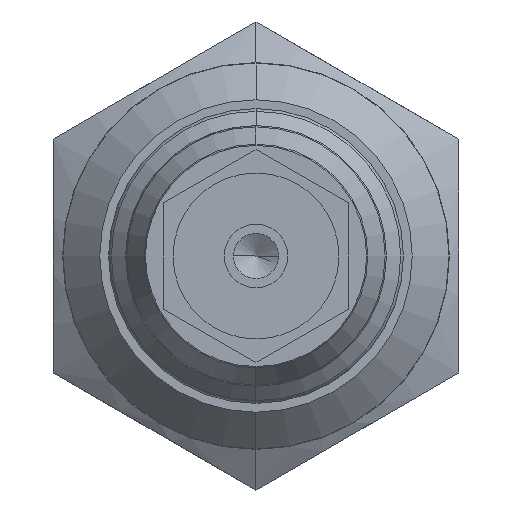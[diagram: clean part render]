
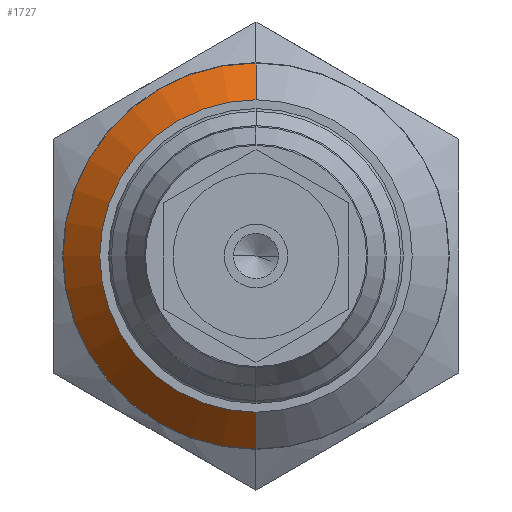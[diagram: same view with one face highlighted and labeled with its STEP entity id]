
A CAD part, left-side view. The second image highlights one B-rep face of the part: STEP entity #1727.
In plain terms, the highlighted conical face has half-angle 45 degrees and reference radius 9.477 mm.
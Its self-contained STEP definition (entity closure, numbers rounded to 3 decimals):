
#151 = FACE_OUTER_BOUND ( 'NONE', #792, .T. ) ;
#347 = AXIS2_PLACEMENT_3D ( 'NONE', #746, #3882, #766 ) ;
#366 = VECTOR ( 'NONE', #2441, 1000. ) ;
#633 = EDGE_CURVE ( 'NONE', #2979, #1459, #760, .T. ) ;
#746 = CARTESIAN_POINT ( 'NONE',  ( 26.5, 0., 0. ) ) ;
#760 = CIRCLE ( 'NONE', #3301, 10.478 ) ;
#766 = DIRECTION ( 'NONE',  ( 0., 0., -1. ) ) ;
#792 = EDGE_LOOP ( 'NONE', ( #2968, #1261, #4492, #3188 ) ) ;
#795 = LINE ( 'NONE', #1230, #3489 ) ;
#925 = CARTESIAN_POINT ( 'NONE',  ( 25.5, 0., 8.478 ) ) ;
#1056 = LINE ( 'NONE', #4197, #366 ) ;
#1151 = VERTEX_POINT ( 'NONE', #925 ) ;
#1230 = CARTESIAN_POINT ( 'NONE',  ( 26.5, 0., -9.478 ) ) ;
#1261 = ORIENTED_EDGE ( 'NONE', *, *, #2975, .T. ) ;
#1459 = VERTEX_POINT ( 'NONE', #2874 ) ;
#1691 = DIRECTION ( 'NONE',  ( 0., 0., 1. ) ) ;
#1727 = ADVANCED_FACE ( 'NONE', ( #151 ), #2232, .T. ) ;
#1931 = VERTEX_POINT ( 'NONE', #3356 ) ;
#2040 = DIRECTION ( 'NONE',  ( 0., 0., 1. ) ) ;
#2232 = CONICAL_SURFACE ( 'NONE', #347, 9.478, 0.785 ) ;
#2441 = DIRECTION ( 'NONE',  ( 0.707, 0., 0.707 ) ) ;
#2761 = CARTESIAN_POINT ( 'NONE',  ( 27.5, 0., 10.478 ) ) ;
#2798 = EDGE_CURVE ( 'NONE', #1151, #1931, #3965, .T. ) ;
#2874 = CARTESIAN_POINT ( 'NONE',  ( 27.5, 0., -10.478 ) ) ;
#2945 = AXIS2_PLACEMENT_3D ( 'NONE', #4069, #4017, #2040 ) ;
#2968 = ORIENTED_EDGE ( 'NONE', *, *, #2798, .F. ) ;
#2975 = EDGE_CURVE ( 'NONE', #1151, #2979, #1056, .T. ) ;
#2979 = VERTEX_POINT ( 'NONE', #2761 ) ;
#3077 = CARTESIAN_POINT ( 'NONE',  ( 27.5, 0., 0. ) ) ;
#3188 = ORIENTED_EDGE ( 'NONE', *, *, #3241, .F. ) ;
#3241 = EDGE_CURVE ( 'NONE', #1931, #1459, #795, .T. ) ;
#3301 = AXIS2_PLACEMENT_3D ( 'NONE', #3077, #3912, #1691 ) ;
#3356 = CARTESIAN_POINT ( 'NONE',  ( 25.5, 0., -8.478 ) ) ;
#3489 = VECTOR ( 'NONE', #4274, 1000. ) ;
#3882 = DIRECTION ( 'NONE',  ( 1., 0., 0. ) ) ;
#3912 = DIRECTION ( 'NONE',  ( -1., 0., 0. ) ) ;
#3965 = CIRCLE ( 'NONE', #2945, 8.478 ) ;
#4017 = DIRECTION ( 'NONE',  ( -1., 0., 0. ) ) ;
#4069 = CARTESIAN_POINT ( 'NONE',  ( 25.5, 0., 0. ) ) ;
#4197 = CARTESIAN_POINT ( 'NONE',  ( 26.5, 0., 9.478 ) ) ;
#4274 = DIRECTION ( 'NONE',  ( 0.707, 0., -0.707 ) ) ;
#4492 = ORIENTED_EDGE ( 'NONE', *, *, #633, .T. ) ;
